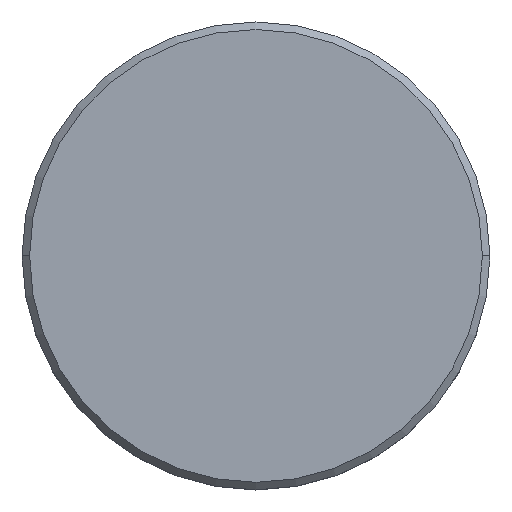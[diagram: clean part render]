
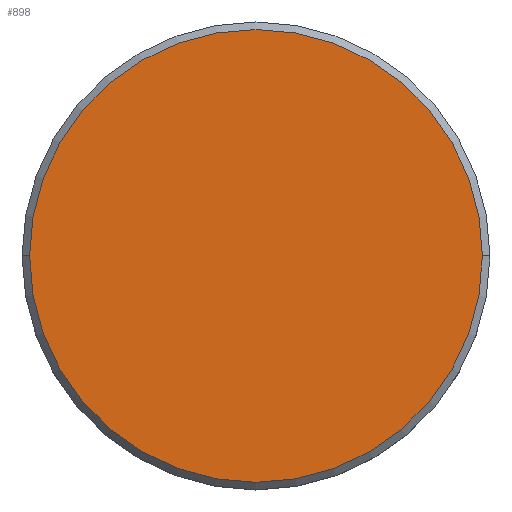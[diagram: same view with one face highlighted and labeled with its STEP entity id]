
A CAD part, top view. The second image highlights one B-rep face of the part: STEP entity #898.
In plain terms, the highlighted planar face has unit normal (0, 0, 1).
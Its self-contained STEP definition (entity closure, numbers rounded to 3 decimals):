
#31 = DIRECTION ( 'NONE',  ( 0., 0., 1. ) ) ;
#66 = AXIS2_PLACEMENT_3D ( 'NONE', #714, #182, #168 ) ;
#119 = CIRCLE ( 'NONE', #482, 15. ) ;
#168 = DIRECTION ( 'NONE',  ( 1., 0., 0. ) ) ;
#182 = DIRECTION ( 'NONE',  ( 0., 0., 1. ) ) ;
#221 = ORIENTED_EDGE ( 'NONE', *, *, #914, .T. ) ;
#343 = CARTESIAN_POINT ( 'NONE',  ( 15., 0., 0. ) ) ;
#377 = DIRECTION ( 'NONE',  ( 1., 0., 0. ) ) ;
#419 = PLANE ( 'NONE',  #655 ) ;
#423 = CARTESIAN_POINT ( 'NONE',  ( 0., 0., 0. ) ) ;
#447 = EDGE_CURVE ( 'NONE', #661, #748, #119, .T. ) ;
#482 = AXIS2_PLACEMENT_3D ( 'NONE', #823, #31, #377 ) ;
#655 = AXIS2_PLACEMENT_3D ( 'NONE', #423, #870, #1147 ) ;
#661 = VERTEX_POINT ( 'NONE', #343 ) ;
#696 = CIRCLE ( 'NONE', #66, 15. ) ;
#714 = CARTESIAN_POINT ( 'NONE',  ( 0., 0., 0. ) ) ;
#748 = VERTEX_POINT ( 'NONE', #826 ) ;
#779 = FACE_OUTER_BOUND ( 'NONE', #834, .T. ) ;
#823 = CARTESIAN_POINT ( 'NONE',  ( 0., 0., 0. ) ) ;
#826 = CARTESIAN_POINT ( 'NONE',  ( -15., 0., 0. ) ) ;
#834 = EDGE_LOOP ( 'NONE', ( #221, #1129 ) ) ;
#870 = DIRECTION ( 'NONE',  ( 0., 0., 1. ) ) ;
#898 = ADVANCED_FACE ( 'NONE', ( #779 ), #419, .T. ) ;
#914 = EDGE_CURVE ( 'NONE', #748, #661, #696, .T. ) ;
#1129 = ORIENTED_EDGE ( 'NONE', *, *, #447, .T. ) ;
#1147 = DIRECTION ( 'NONE',  ( 1., 0., 0. ) ) ;
